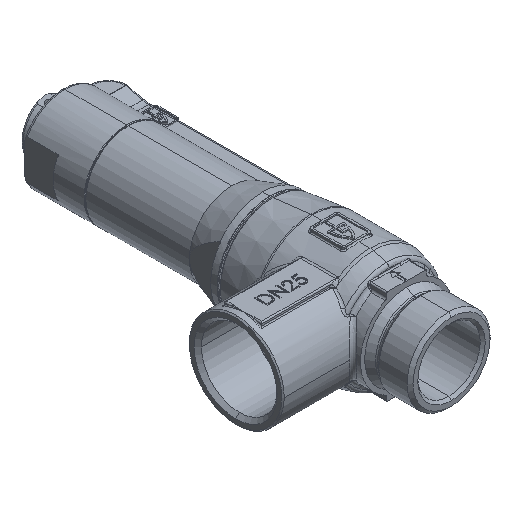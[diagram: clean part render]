
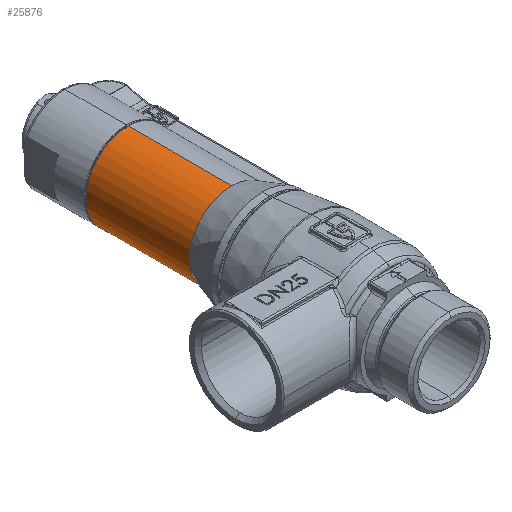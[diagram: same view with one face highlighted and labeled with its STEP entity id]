
A CAD part, isometric view. The second image highlights one B-rep face of the part: STEP entity #25876.
In plain terms, the highlighted cylindrical face has radius 17 mm (diameter 34 mm), a partial arc.
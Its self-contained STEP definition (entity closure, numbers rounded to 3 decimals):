
#1746 = CYLINDRICAL_SURFACE ( 'NONE', #36960, 17. ) ;
#1747 = FACE_OUTER_BOUND ( 'NONE', #37797, .T. ) ;
#1748 = CARTESIAN_POINT ( 'NONE',  ( 0., 57.5, 0. ) ) ;
#1758 = DIRECTION ( 'NONE',  ( 0., -1., 0. ) ) ;
#1759 = DIRECTION ( 'NONE',  ( 0., 0., -1. ) ) ;
#2790 = VERTEX_POINT ( 'NONE', #5931 ) ;
#2791 = VERTEX_POINT ( 'NONE', #5932 ) ;
#2825 = VERTEX_POINT ( 'NONE', #5966 ) ;
#2829 = VERTEX_POINT ( 'NONE', #5970 ) ;
#2834 = VERTEX_POINT ( 'NONE', #5975 ) ;
#5931 = CARTESIAN_POINT ( 'NONE',  ( 0., 129.5, -17. ) ) ;
#5932 = CARTESIAN_POINT ( 'NONE',  ( 0., 129.5, 17. ) ) ;
#5966 = CARTESIAN_POINT ( 'NONE',  ( 0., 88., 17. ) ) ;
#5970 = CARTESIAN_POINT ( 'NONE',  ( 0., 88., -17. ) ) ;
#5975 = CARTESIAN_POINT ( 'NONE',  ( -17., 88., 0. ) ) ;
#6451 = ORIENTED_EDGE ( 'NONE', *, *, #36658, .F. ) ;
#6452 = ORIENTED_EDGE ( 'NONE', *, *, #36674, .T. ) ;
#6453 = ORIENTED_EDGE ( 'NONE', *, *, #36661, .T. ) ;
#6454 = ORIENTED_EDGE ( 'NONE', *, *, #36665, .F. ) ;
#6455 = ORIENTED_EDGE ( 'NONE', *, *, #36675, .F. ) ;
#20750 = LINE ( 'NONE', #20760, #41477 ) ;
#20760 = CARTESIAN_POINT ( 'NONE',  ( 0., 57.5, 17. ) ) ;
#20763 = DIRECTION ( 'NONE',  ( 0., -1., 0. ) ) ;
#20766 = CARTESIAN_POINT ( 'NONE',  ( 0., 57.5, -17. ) ) ;
#20775 = LINE ( 'NONE', #20766, #41469 ) ;
#20785 = DIRECTION ( 'NONE',  ( 0., -1., 0. ) ) ;
#20806 = CARTESIAN_POINT ( 'NONE',  ( 0., 88., 0. ) ) ;
#20807 = DIRECTION ( 'NONE',  ( 0., -1., 0. ) ) ;
#20809 = DIRECTION ( 'NONE',  ( 0., 0., -1. ) ) ;
#20918 = CARTESIAN_POINT ( 'NONE',  ( 0., 129.5, 0. ) ) ;
#20920 = DIRECTION ( 'NONE',  ( 0., -1., 0. ) ) ;
#20922 = DIRECTION ( 'NONE',  ( 0., 0., 1. ) ) ;
#20928 = CARTESIAN_POINT ( 'NONE',  ( 0., 88., 0. ) ) ;
#20930 = DIRECTION ( 'NONE',  ( 0., -1., 0. ) ) ;
#20931 = DIRECTION ( 'NONE',  ( 0., 0., -1. ) ) ;
#25876 = ADVANCED_FACE ( 'NONE', ( #1747 ), #1746, .T. ) ;
#36658 = EDGE_CURVE ( 'NONE', #2791, #2825, #20750, .T. ) ;
#36661 = EDGE_CURVE ( 'NONE', #2790, #2829, #20775, .T. ) ;
#36665 = EDGE_CURVE ( 'NONE', #2834, #2829, #41465, .T. ) ;
#36674 = EDGE_CURVE ( 'NONE', #2791, #2790, #41449, .T. ) ;
#36675 = EDGE_CURVE ( 'NONE', #2825, #2834, #41447, .T. ) ;
#36960 = AXIS2_PLACEMENT_3D ( 'NONE', #1748, #1758, #1759 ) ;
#37797 = EDGE_LOOP ( 'NONE', ( #6451, #6452, #6453, #6454, #6455 ) ) ;
#41444 = AXIS2_PLACEMENT_3D ( 'NONE', #20928, #20930, #20931 ) ;
#41446 = AXIS2_PLACEMENT_3D ( 'NONE', #20918, #20920, #20922 ) ;
#41447 = CIRCLE ( 'NONE', #41444, 17. ) ;
#41449 = CIRCLE ( 'NONE', #41446, 17. ) ;
#41459 = AXIS2_PLACEMENT_3D ( 'NONE', #20806, #20807, #20809 ) ;
#41465 = CIRCLE ( 'NONE', #41459, 17. ) ;
#41469 = VECTOR ( 'NONE', #20785, 1000. ) ;
#41477 = VECTOR ( 'NONE', #20763, 1000. ) ;
